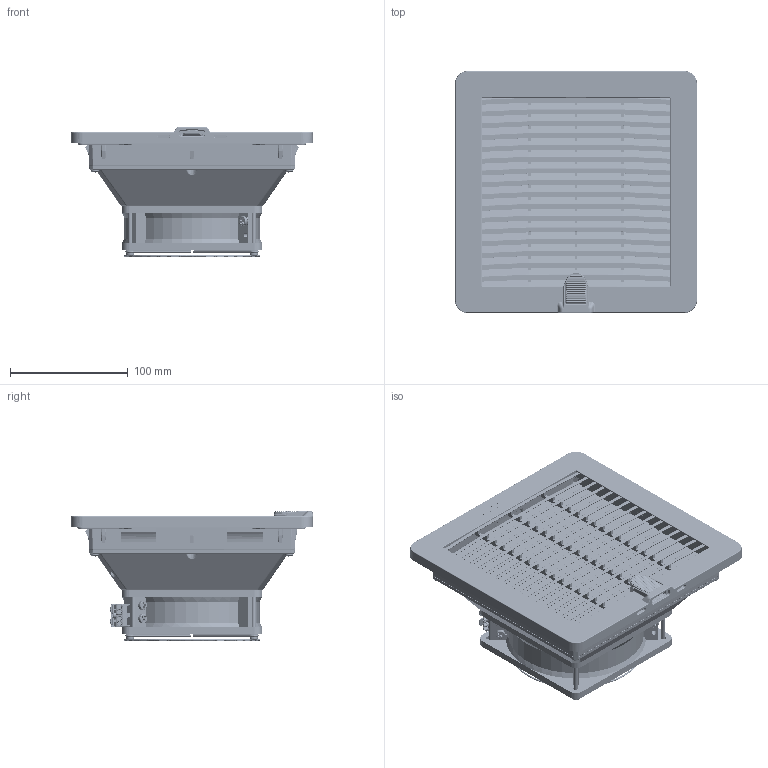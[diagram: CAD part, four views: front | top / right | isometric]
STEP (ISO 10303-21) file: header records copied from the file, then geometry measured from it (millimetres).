
FILE_DESCRIPTION (( 'STEP AP203' ), '1' );
FILE_NAME ('ﾒﾏﾀ.08.0019.00.00.0ﾑﾁ.STEP', '2018-05-16T14:55:38', ( '' ), ( '' ), 'SwSTEP 2.0', 'SolidWorks 2017', '' );
FILE_SCHEMA (( 'CONFIG_CONTROL_DESIGN' ));
Length unit declared in the file: millimetre
Products named in the file (17): 7102000022; ÒÏÀ.08.0019.02.00.0_¤«ï á¡®àª¨; 7109000126; ﾒﾏﾀ.08.0019.01.02.0; L00495; R5KF13 - FAN_Completo; 7109000009; ﾒﾏﾀ.08.0015.01.01.0; 7109000005; ﾒﾏﾀ.08.0015.01.03.0; 045012; ﾒﾏﾀ.08.0019.03.00.0; ﾒﾏﾀ.08.0019.00.00.0ﾑﾁ; RKF13 - FELTRO REV.0; R5KF13 - BASE REV.3; autofilettante_Tapping screw DIN 7049-ST3.5x13-F-H-S; RKF13 - GASKET_æ¥« ï
Assembly tree (23 placements, depth 3):
  ﾒﾏﾀ.08.0019.00.00.0ﾑﾁ
    ÒÏÀ.08.0019.02.00.0_¤«ï á¡®àª¨
      R5KF13 - BASE REV.3
      RKF13 - GASKET_æ¥« ï
    ﾒﾏﾀ.08.0019.01.02.0
    R5KF13 - FAN_Completo
    ﾒﾏﾀ.08.0015.01.01.0
    ﾒﾏﾀ.08.0015.01.03.0
    ﾒﾏﾀ.08.0019.03.00.0
    RKF13 - FELTRO REV.0
    autofilettante_Tapping screw DIN 7049-ST3.5x13-F-H-S  x4
    7102000022
    7109000126  x3
    L00495
    7109000009  x3
    7109000005
    045012
Bounding box: 205 x 205 x 110.09 mm (x, y, z)
Volume: 847392.5 mm3; surface area: 489130.5 mm2
Topology: 39 solids, 43 shells, 7246 faces, 19414 edges, 12213 vertices
Faces by surface type: plane 3169, cylinder 2273, bspline 858, cone 551, torus 354, sphere 41
Entity records: 288784 total; most frequent: CARTESIAN_POINT 132035, ORIENTED_EDGE 37090, DIRECTION 24796, EDGE_CURVE 18545, VERTEX_POINT 11732, AXIS2_PLACEMENT_3D 8335, VECTOR 8126, LINE 8126
